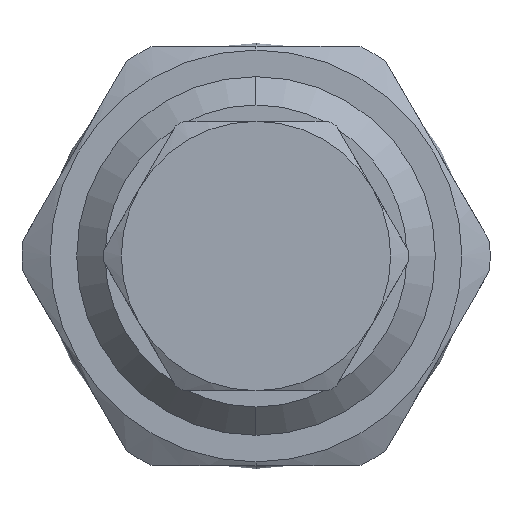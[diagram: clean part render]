
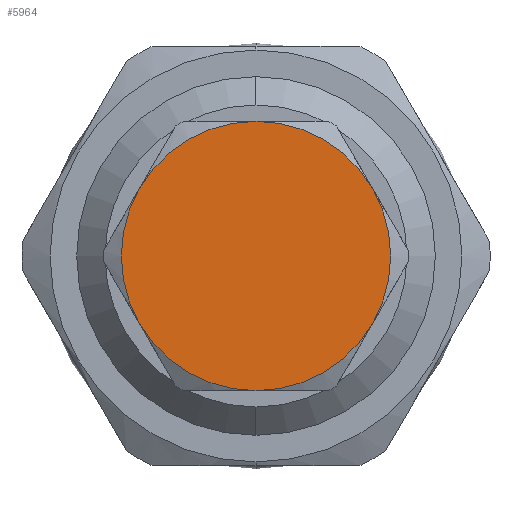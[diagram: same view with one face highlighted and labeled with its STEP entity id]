
A CAD part, left-side view. The second image highlights one B-rep face of the part: STEP entity #5964.
In plain terms, the highlighted planar face has unit normal (-1, 0, 0).
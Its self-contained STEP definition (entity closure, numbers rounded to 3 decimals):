
#209 = ORIENTED_EDGE ( 'NONE', *, *, #9172, .T. ) ;
#222 = ORIENTED_EDGE ( 'NONE', *, *, #9225, .T. ) ;
#287 = ORIENTED_EDGE ( 'NONE', *, *, #9091, .T. ) ;
#293 = ORIENTED_EDGE ( 'NONE', *, *, #9025, .T. ) ;
#347 = ORIENTED_EDGE ( 'NONE', *, *, #9134, .T. ) ;
#357 = ORIENTED_EDGE ( 'NONE', *, *, #9074, .T. ) ;
#588 = VERTEX_POINT ( 'NONE', #1055 ) ;
#598 = VERTEX_POINT ( 'NONE', #894 ) ;
#609 = VERTEX_POINT ( 'NONE', #950 ) ;
#731 = VERTEX_POINT ( 'NONE', #1014 ) ;
#814 = VERTEX_POINT ( 'NONE', #3638 ) ;
#817 = VERTEX_POINT ( 'NONE', #3644 ) ;
#894 = CARTESIAN_POINT ( 'NONE',  ( -8.75, 0., -7.135 ) ) ;
#950 = CARTESIAN_POINT ( 'NONE',  ( -8.75, 6.179, -3.568 ) ) ;
#1014 = CARTESIAN_POINT ( 'NONE',  ( -8.75, -6.179, 3.568 ) ) ;
#1055 = CARTESIAN_POINT ( 'NONE',  ( -8.75, -6.179, -3.567 ) ) ;
#1645 = AXIS2_PLACEMENT_3D ( 'NONE', #6589, #6593, #6594 ) ;
#2038 = AXIS2_PLACEMENT_3D ( 'NONE', #7871, #7872, #7873 ) ;
#2391 = AXIS2_PLACEMENT_3D ( 'NONE', #7994, #7995, #7996 ) ;
#2541 = AXIS2_PLACEMENT_3D ( 'NONE', #8026, #8027, #8028 ) ;
#2604 = AXIS2_PLACEMENT_3D ( 'NONE', #8139, #8140, #8141 ) ;
#3638 = CARTESIAN_POINT ( 'NONE',  ( -8.75, 0., 7.135 ) ) ;
#3644 = CARTESIAN_POINT ( 'NONE',  ( -8.75, 6.179, 3.567 ) ) ;
#4540 = EDGE_LOOP ( 'NONE', ( #347, #222, #287, #293, #209, #357 ) ) ;
#5016 = CIRCLE ( 'NONE', #8970, 7.135 ) ;
#5072 = CIRCLE ( 'NONE', #8957, 7.135 ) ;
#5190 = FACE_OUTER_BOUND ( 'NONE', #4540, .T. ) ;
#5964 = ADVANCED_FACE ( 'NONE', ( #5190 ), #6591, .T. ) ;
#6112 = CIRCLE ( 'NONE', #2541, 7.135 ) ;
#6167 = CIRCLE ( 'NONE', #2604, 7.135 ) ;
#6185 = CIRCLE ( 'NONE', #2038, 7.135 ) ;
#6245 = CIRCLE ( 'NONE', #2391, 7.135 ) ;
#6589 = CARTESIAN_POINT ( 'NONE',  ( -8.75, 8.1, 0. ) ) ;
#6591 = PLANE ( 'NONE',  #1645 ) ;
#6593 = DIRECTION ( 'NONE',  ( -1., 0., 0. ) ) ;
#6594 = DIRECTION ( 'NONE',  ( 0., 0., 1. ) ) ;
#7871 = CARTESIAN_POINT ( 'NONE',  ( -8.75, 0., 0. ) ) ;
#7872 = DIRECTION ( 'NONE',  ( -1., 0., 0. ) ) ;
#7873 = DIRECTION ( 'NONE',  ( 0., 0., 1. ) ) ;
#7994 = CARTESIAN_POINT ( 'NONE',  ( -8.75, 0., 0. ) ) ;
#7995 = DIRECTION ( 'NONE',  ( -1., 0., 0. ) ) ;
#7996 = DIRECTION ( 'NONE',  ( 0., 0., 1. ) ) ;
#8026 = CARTESIAN_POINT ( 'NONE',  ( -8.75, 0., 0. ) ) ;
#8027 = DIRECTION ( 'NONE',  ( -1., 0., 0. ) ) ;
#8028 = DIRECTION ( 'NONE',  ( 0., 0., 1. ) ) ;
#8139 = CARTESIAN_POINT ( 'NONE',  ( -8.75, 0., 0. ) ) ;
#8140 = DIRECTION ( 'NONE',  ( -1., 0., 0. ) ) ;
#8141 = DIRECTION ( 'NONE',  ( 0., 0., 1. ) ) ;
#8326 = CARTESIAN_POINT ( 'NONE',  ( -8.75, 0., 0. ) ) ;
#8327 = DIRECTION ( 'NONE',  ( -1., 0., 0. ) ) ;
#8328 = DIRECTION ( 'NONE',  ( 0., 0., 1. ) ) ;
#8582 = CARTESIAN_POINT ( 'NONE',  ( -8.75, 0., 0. ) ) ;
#8583 = DIRECTION ( 'NONE',  ( -1., 0., 0. ) ) ;
#8584 = DIRECTION ( 'NONE',  ( 0., 0., 1. ) ) ;
#8957 = AXIS2_PLACEMENT_3D ( 'NONE', #8582, #8583, #8584 ) ;
#8970 = AXIS2_PLACEMENT_3D ( 'NONE', #8326, #8327, #8328 ) ;
#9025 = EDGE_CURVE ( 'NONE', #609, #598, #6185, .T. ) ;
#9074 = EDGE_CURVE ( 'NONE', #588, #731, #6245, .T. ) ;
#9091 = EDGE_CURVE ( 'NONE', #817, #609, #6112, .T. ) ;
#9134 = EDGE_CURVE ( 'NONE', #731, #814, #6167, .T. ) ;
#9172 = EDGE_CURVE ( 'NONE', #598, #588, #5016, .T. ) ;
#9225 = EDGE_CURVE ( 'NONE', #814, #817, #5072, .T. ) ;
